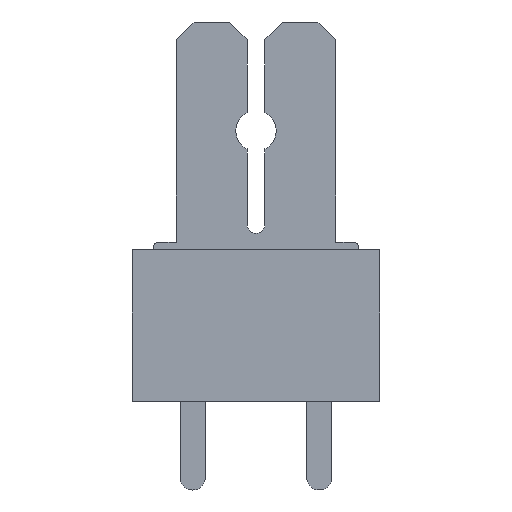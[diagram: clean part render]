
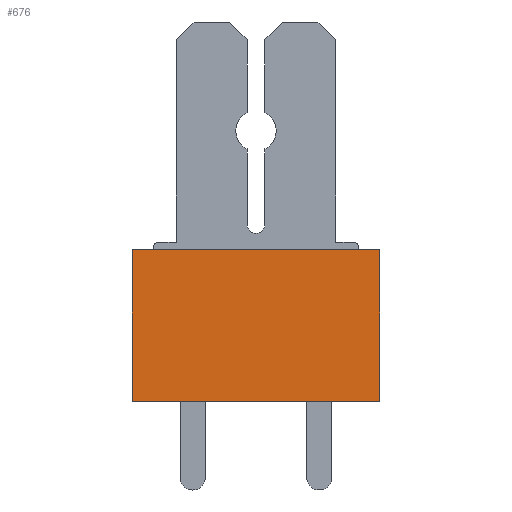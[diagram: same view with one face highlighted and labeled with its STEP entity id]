
A CAD part, left-side view. The second image highlights one B-rep face of the part: STEP entity #676.
In plain terms, the highlighted planar face has unit normal (-1, 0, 0).
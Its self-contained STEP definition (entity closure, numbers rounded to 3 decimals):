
#649=AXIS2_PLACEMENT_3D('Plane Axis2P3D',#646,#647,#648) ;
#49=CARTESIAN_POINT('Vertex',(0.,0.,3.5)) ;
#52=CARTESIAN_POINT('Line Origine',(0.,4.9,3.5)) ;
#56=CARTESIAN_POINT('Vertex',(0.,9.8,3.5)) ;
#646=CARTESIAN_POINT('Axis2P3D Location',(0.,0.,0.)) ;
#651=CARTESIAN_POINT('Line Origine',(0.,4.9,9.5)) ;
#655=CARTESIAN_POINT('Vertex',(0.,0.,9.5)) ;
#657=CARTESIAN_POINT('Vertex',(0.,9.8,9.5)) ;
#660=CARTESIAN_POINT('Line Origine',(0.,9.8,6.5)) ;
#665=CARTESIAN_POINT('Line Origine',(0.,0.,6.5)) ;
#53=DIRECTION('Vector Direction',(0.,1.,0.)) ;
#647=DIRECTION('Axis2P3D Direction',(-1.,0.,0.)) ;
#648=DIRECTION('Axis2P3D XDirection',(0.,0.,1.)) ;
#652=DIRECTION('Vector Direction',(0.,-1.,0.)) ;
#661=DIRECTION('Vector Direction',(0.,0.,1.)) ;
#666=DIRECTION('Vector Direction',(0.,0.,-1.)) ;
#54=VECTOR('Line Direction',#53,1.) ;
#653=VECTOR('Line Direction',#652,1.) ;
#662=VECTOR('Line Direction',#661,1.) ;
#667=VECTOR('Line Direction',#666,1.) ;
#671=ORIENTED_EDGE('',*,*,#659,.T.) ;
#672=ORIENTED_EDGE('',*,*,#664,.T.) ;
#673=ORIENTED_EDGE('',*,*,#58,.T.) ;
#674=ORIENTED_EDGE('',*,*,#669,.T.) ;
#676=ADVANCED_FACE('_PCF 10.00/08/180 3.5 OR 9500820000',(#675),#650,.T.) ;
#58=EDGE_CURVE('',#57,#50,#55,.F.) ;
#659=EDGE_CURVE('',#656,#658,#654,.F.) ;
#664=EDGE_CURVE('',#658,#57,#663,.F.) ;
#669=EDGE_CURVE('',#50,#656,#668,.F.) ;
#670=EDGE_LOOP('',(#671,#672,#673,#674)) ;
#675=FACE_OUTER_BOUND('',#670,.T.) ;
#55=LINE('Line',#52,#54) ;
#654=LINE('Line',#651,#653) ;
#663=LINE('Line',#660,#662) ;
#668=LINE('Line',#665,#667) ;
#650=PLANE('',#649) ;
#50=VERTEX_POINT('',#49) ;
#57=VERTEX_POINT('',#56) ;
#656=VERTEX_POINT('',#655) ;
#658=VERTEX_POINT('',#657) ;
